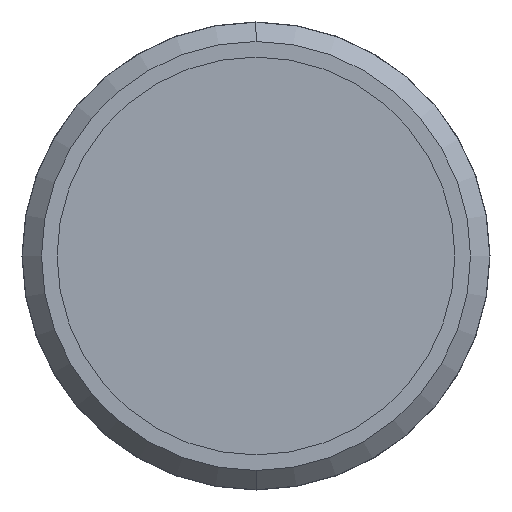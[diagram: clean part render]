
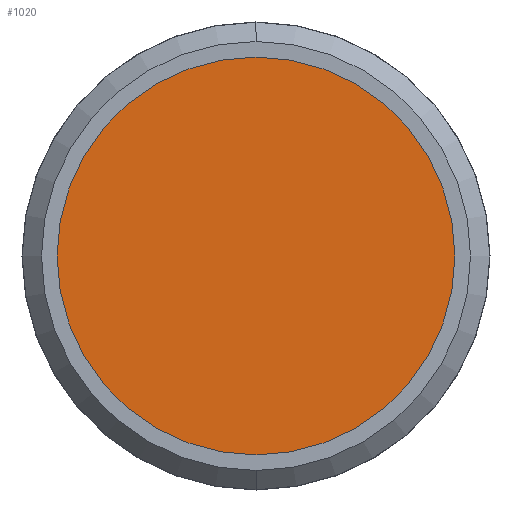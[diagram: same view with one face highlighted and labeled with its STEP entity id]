
A CAD part, front view. The second image highlights one B-rep face of the part: STEP entity #1020.
In plain terms, the highlighted planar face has unit normal (0, -1, 0).
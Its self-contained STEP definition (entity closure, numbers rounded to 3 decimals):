
#1020=ADVANCED_FACE('',(#1972),#1973,.T.);
#1972=FACE_OUTER_BOUND('',#2880,.T.);
#1973=PLANE('',#2881);
#2880=EDGE_LOOP('',(#5251,#5252));
#2881=AXIS2_PLACEMENT_3D('',#5253,#5254,#5255);
#5251=ORIENTED_EDGE('',*,*,#6145,.T.);
#5252=ORIENTED_EDGE('',*,*,#6158,.T.);
#5253=CARTESIAN_POINT('',(0.0,-0.01,3.825));
#5254=DIRECTION('',(0.0,-1.0,0.0));
#5255=DIRECTION('',(0.0,0.0,1.0));
#6145=EDGE_CURVE('',#7390,#7394,#7396,.T.);
#6158=EDGE_CURVE('',#7394,#7390,#7413,.T.);
#7390=VERTEX_POINT('',#9173);
#7394=VERTEX_POINT('',#9178);
#7396=CIRCLE('',#9181,7.65);
#7413=CIRCLE('',#9200,7.65);
#9173=CARTESIAN_POINT('',(0.0,-0.01,7.65));
#9178=CARTESIAN_POINT('',(0.,-0.01,-7.65));
#9181=AXIS2_PLACEMENT_3D('',#10428,#10429,#10430);
#9200=AXIS2_PLACEMENT_3D('',#10448,#10449,#10450);
#10428=CARTESIAN_POINT('',(0.0,-0.01,0.0));
#10429=DIRECTION('',(0.0,-1.0,0.0));
#10430=DIRECTION('',(0.0,0.0,1.0));
#10448=CARTESIAN_POINT('',(0.0,-0.01,0.0));
#10449=DIRECTION('',(0.0,-1.0,0.0));
#10450=DIRECTION('',(0.0,0.0,1.0));
